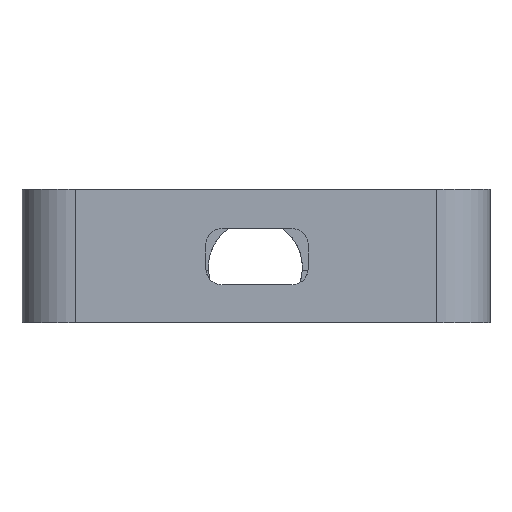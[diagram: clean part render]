
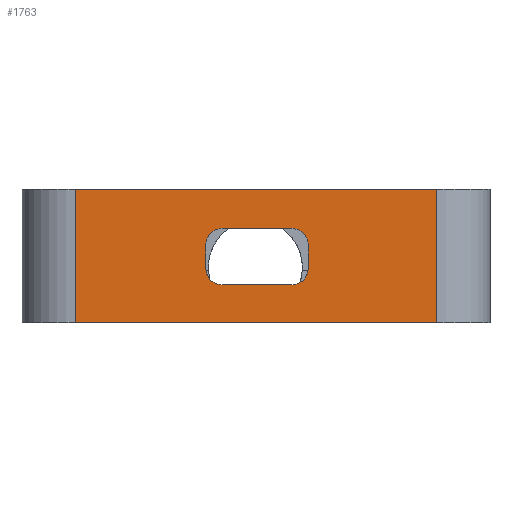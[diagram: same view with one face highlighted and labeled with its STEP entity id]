
A CAD part, left-side view. The second image highlights one B-rep face of the part: STEP entity #1763.
In plain terms, the highlighted planar face has unit normal (-1, 0, 0).
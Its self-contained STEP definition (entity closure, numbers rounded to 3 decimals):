
#25=FACE_BOUND('',#293,.T.);
#97=PLANE('',#1922);
#189=FACE_OUTER_BOUND('',#292,.T.);
#292=EDGE_LOOP('',(#1624,#1625,#1626,#1627));
#293=EDGE_LOOP('',(#1628,#1629,#1630,#1631,#1632,#1633,#1634,#1635));
#301=LINE('',#2432,#498);
#307=LINE('',#2449,#504);
#309=LINE('',#2454,#506);
#313=LINE('',#2466,#510);
#364=LINE('',#2623,#561);
#423=LINE('',#2761,#620);
#492=LINE('',#2914,#689);
#493=LINE('',#2916,#690);
#498=VECTOR('',#1941,10.);
#504=VECTOR('',#1957,10.);
#506=VECTOR('',#1961,10.);
#510=VECTOR('',#1973,10.);
#561=VECTOR('',#2122,10.);
#620=VECTOR('',#2241,10.);
#689=VECTOR('',#2406,10.);
#690=VECTOR('',#2409,10.);
#692=CIRCLE('',#1782,2.);
#695=CIRCLE('',#1787,2.);
#698=CIRCLE('',#1793,2.);
#700=CIRCLE('',#1797,2.);
#745=VERTEX_POINT('',#2419);
#746=VERTEX_POINT('',#2421);
#750=VERTEX_POINT('',#2431);
#752=VERTEX_POINT('',#2437);
#756=VERTEX_POINT('',#2447);
#758=VERTEX_POINT('',#2453);
#760=VERTEX_POINT('',#2459);
#762=VERTEX_POINT('',#2465);
#813=VERTEX_POINT('',#2609);
#819=VERTEX_POINT('',#2621);
#867=VERTEX_POINT('',#2758);
#868=VERTEX_POINT('',#2760);
#907=EDGE_CURVE('',#746,#745,#692,.T.);
#912=EDGE_CURVE('',#750,#746,#301,.T.);
#915=EDGE_CURVE('',#752,#750,#695,.T.);
#921=EDGE_CURVE('',#745,#756,#307,.T.);
#923=EDGE_CURVE('',#758,#752,#309,.T.);
#926=EDGE_CURVE('',#760,#758,#698,.T.);
#929=EDGE_CURVE('',#762,#760,#313,.T.);
#932=EDGE_CURVE('',#756,#762,#700,.T.);
#1006=EDGE_CURVE('',#819,#813,#364,.T.);
#1076=EDGE_CURVE('',#867,#868,#423,.T.);
#1152=EDGE_CURVE('',#819,#868,#492,.T.);
#1153=EDGE_CURVE('',#813,#867,#493,.T.);
#1624=ORIENTED_EDGE('',*,*,#1006,.F.);
#1625=ORIENTED_EDGE('',*,*,#1152,.T.);
#1626=ORIENTED_EDGE('',*,*,#1076,.F.);
#1627=ORIENTED_EDGE('',*,*,#1153,.F.);
#1628=ORIENTED_EDGE('',*,*,#921,.T.);
#1629=ORIENTED_EDGE('',*,*,#932,.T.);
#1630=ORIENTED_EDGE('',*,*,#929,.T.);
#1631=ORIENTED_EDGE('',*,*,#926,.T.);
#1632=ORIENTED_EDGE('',*,*,#923,.T.);
#1633=ORIENTED_EDGE('',*,*,#915,.T.);
#1634=ORIENTED_EDGE('',*,*,#912,.T.);
#1635=ORIENTED_EDGE('',*,*,#907,.T.);
#1763=ADVANCED_FACE('',(#189,#25),#97,.T.);
#1782=AXIS2_PLACEMENT_3D('',#2422,#1932,#1933);
#1787=AXIS2_PLACEMENT_3D('',#2438,#1947,#1948);
#1793=AXIS2_PLACEMENT_3D('',#2460,#1967,#1968);
#1797=AXIS2_PLACEMENT_3D('',#2470,#1979,#1980);
#1922=AXIS2_PLACEMENT_3D('',#2915,#2407,#2408);
#1932=DIRECTION('center_axis',(1.,0.,0.));
#1933=DIRECTION('ref_axis',(0.,1.,0.));
#1941=DIRECTION('',(0.,1.,0.));
#1947=DIRECTION('center_axis',(1.,0.,0.));
#1948=DIRECTION('ref_axis',(0.,0.,-1.));
#1957=DIRECTION('',(0.,0.,1.));
#1961=DIRECTION('',(0.,0.,-1.));
#1967=DIRECTION('center_axis',(1.,0.,0.));
#1968=DIRECTION('ref_axis',(0.,-1.,0.));
#1973=DIRECTION('',(0.,-1.,0.));
#1979=DIRECTION('center_axis',(1.,0.,0.));
#1980=DIRECTION('ref_axis',(0.,0.,1.));
#2122=DIRECTION('',(0.,1.,0.));
#2241=DIRECTION('',(0.,-1.,0.));
#2406=DIRECTION('',(0.,0.,1.));
#2407=DIRECTION('center_axis',(-1.,0.,0.));
#2408=DIRECTION('ref_axis',(0.,-1.,0.));
#2409=DIRECTION('',(0.,0.,1.));
#2419=CARTESIAN_POINT('',(-6.5,28.254,8.288));
#2421=CARTESIAN_POINT('',(-6.5,26.254,6.288));
#2422=CARTESIAN_POINT('Origin',(-6.5,26.254,8.288));
#2431=CARTESIAN_POINT('',(-6.5,17.754,6.288));
#2432=CARTESIAN_POINT('',(-6.5,30.989,6.288));
#2437=CARTESIAN_POINT('',(-6.5,15.754,8.288));
#2438=CARTESIAN_POINT('Origin',(-6.5,17.754,8.288));
#2447=CARTESIAN_POINT('',(-6.5,28.254,11.188));
#2449=CARTESIAN_POINT('',(-6.5,28.254,4.964));
#2453=CARTESIAN_POINT('',(-6.5,15.754,11.188));
#2454=CARTESIAN_POINT('',(-6.5,15.754,6.414));
#2459=CARTESIAN_POINT('',(-6.5,17.754,13.188));
#2460=CARTESIAN_POINT('Origin',(-6.5,17.754,11.188));
#2465=CARTESIAN_POINT('',(-6.5,26.254,13.188));
#2466=CARTESIAN_POINT('',(-6.5,35.239,13.188));
#2470=CARTESIAN_POINT('Origin',(-6.5,26.254,11.188));
#2609=CARTESIAN_POINT('',(-6.5,44.225,1.64));
#2621=CARTESIAN_POINT('',(-6.5,0.025,1.64));
#2623=CARTESIAN_POINT('',(-6.5,0.025,1.64));
#2758=CARTESIAN_POINT('',(-6.5,44.225,17.99));
#2760=CARTESIAN_POINT('',(-6.5,0.025,17.99));
#2761=CARTESIAN_POINT('',(-6.5,0.025,17.99));
#2914=CARTESIAN_POINT('',(-6.5,0.025,1.64));
#2915=CARTESIAN_POINT('Origin',(-6.5,44.225,1.64));
#2916=CARTESIAN_POINT('',(-6.5,44.225,1.64));
